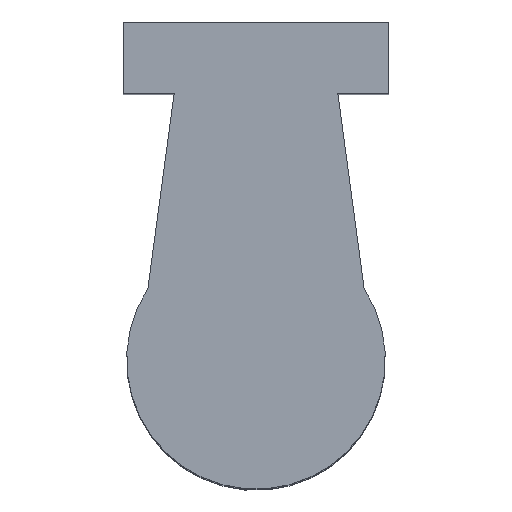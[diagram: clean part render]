
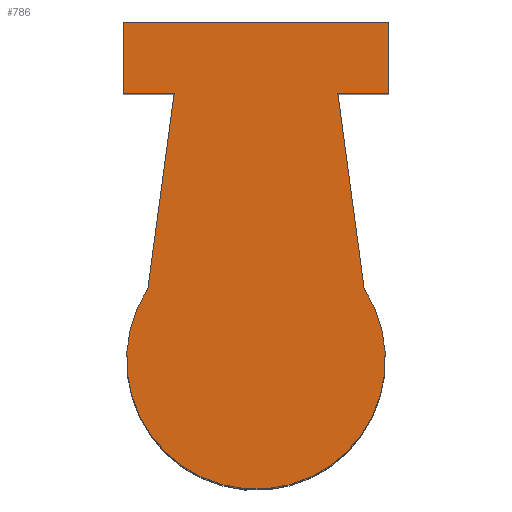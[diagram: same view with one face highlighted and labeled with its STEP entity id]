
A CAD part, top view. The second image highlights one B-rep face of the part: STEP entity #786.
In plain terms, the highlighted planar face has unit normal (0, 0, 1).
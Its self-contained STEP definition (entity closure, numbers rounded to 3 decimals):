
#69=FACE_OUTER_BOUND('',#116,.T.);
#116=EDGE_LOOP('',(#637,#638,#639,#640,#641,#642,#643,#644));
#151=CIRCLE('',#863,7.604);
#168=LINE('',#1137,#246);
#175=LINE('',#1155,#253);
#197=LINE('',#1232,#275);
#205=LINE('',#1261,#283);
#220=LINE('',#1320,#298);
#221=LINE('',#1323,#299);
#222=LINE('',#1324,#300);
#246=VECTOR('',#902,10.);
#253=VECTOR('',#913,10.);
#275=VECTOR('',#967,10.);
#283=VECTOR('',#983,10.);
#298=VECTOR('',#1040,10.);
#299=VECTOR('',#1043,10.);
#300=VECTOR('',#1044,10.);
#324=VERTEX_POINT('',#1134);
#325=VERTEX_POINT('',#1136);
#333=VERTEX_POINT('',#1152);
#334=VERTEX_POINT('',#1154);
#354=VERTEX_POINT('',#1229);
#355=VERTEX_POINT('',#1231);
#375=VERTEX_POINT('',#1319);
#376=VERTEX_POINT('',#1321);
#398=EDGE_CURVE('',#325,#324,#168,.T.);
#407=EDGE_CURVE('',#333,#334,#175,.T.);
#437=EDGE_CURVE('',#354,#355,#197,.T.);
#448=EDGE_CURVE('',#354,#334,#205,.T.);
#472=EDGE_CURVE('',#333,#375,#220,.T.);
#473=EDGE_CURVE('',#375,#376,#151,.T.);
#474=EDGE_CURVE('',#376,#325,#221,.T.);
#475=EDGE_CURVE('',#324,#355,#222,.T.);
#637=ORIENTED_EDGE('',*,*,#448,.T.);
#638=ORIENTED_EDGE('',*,*,#407,.F.);
#639=ORIENTED_EDGE('',*,*,#472,.T.);
#640=ORIENTED_EDGE('',*,*,#473,.T.);
#641=ORIENTED_EDGE('',*,*,#474,.T.);
#642=ORIENTED_EDGE('',*,*,#398,.T.);
#643=ORIENTED_EDGE('',*,*,#475,.T.);
#644=ORIENTED_EDGE('',*,*,#437,.F.);
#749=PLANE('',#862);
#786=ADVANCED_FACE('',(#69),#749,.T.);
#862=AXIS2_PLACEMENT_3D('',#1318,#1038,#1039);
#863=AXIS2_PLACEMENT_3D('',#1322,#1041,#1042);
#902=DIRECTION('',(1.,0.,0.));
#913=DIRECTION('',(-1.,0.,0.));
#967=DIRECTION('',(1.,0.,0.));
#983=DIRECTION('',(0.,-1.,0.));
#1038=DIRECTION('center_axis',(0.,0.,
1.));
#1039=DIRECTION('ref_axis',(-1.,0.,0.));
#1040=DIRECTION('',(-0.133,-0.991,0.));
#1041=DIRECTION('center_axis',(0.,0.,
1.));
#1042=DIRECTION('ref_axis',(-0.836,0.549,0.));
#1043=DIRECTION('',(-0.133,0.991,0.));
#1044=DIRECTION('',(0.,1.,0.));
#1134=CARTESIAN_POINT('',(7.811,119.648,24.79));
#1136=CARTESIAN_POINT('',(4.811,119.648,24.79));
#1137=CARTESIAN_POINT('',(4.811,119.648,24.79));
#1152=CARTESIAN_POINT('',(-4.811,119.648,24.79));
#1154=CARTESIAN_POINT('',(-7.811,119.648,24.79));
#1155=CARTESIAN_POINT('',(-4.811,119.648,24.79));
#1229=CARTESIAN_POINT('',(-7.811,123.854,24.79));
#1231=CARTESIAN_POINT('',(7.811,123.854,24.79));
#1232=CARTESIAN_POINT('',(4.811,123.854,24.79));
#1261=CARTESIAN_POINT('',(-7.811,116.99,24.79));
#1318=CARTESIAN_POINT('Origin',(0.,110.125,24.79));
#1319=CARTESIAN_POINT('',(-6.356,108.175,24.79));
#1320=CARTESIAN_POINT('',(-4.811,119.648,24.79));
#1321=CARTESIAN_POINT('',(6.356,108.175,24.79));
#1322=CARTESIAN_POINT('Origin',(0.,104.,24.79));
#1323=CARTESIAN_POINT('',(6.356,108.175,24.79));
#1324=CARTESIAN_POINT('',(7.811,114.886,24.79));
